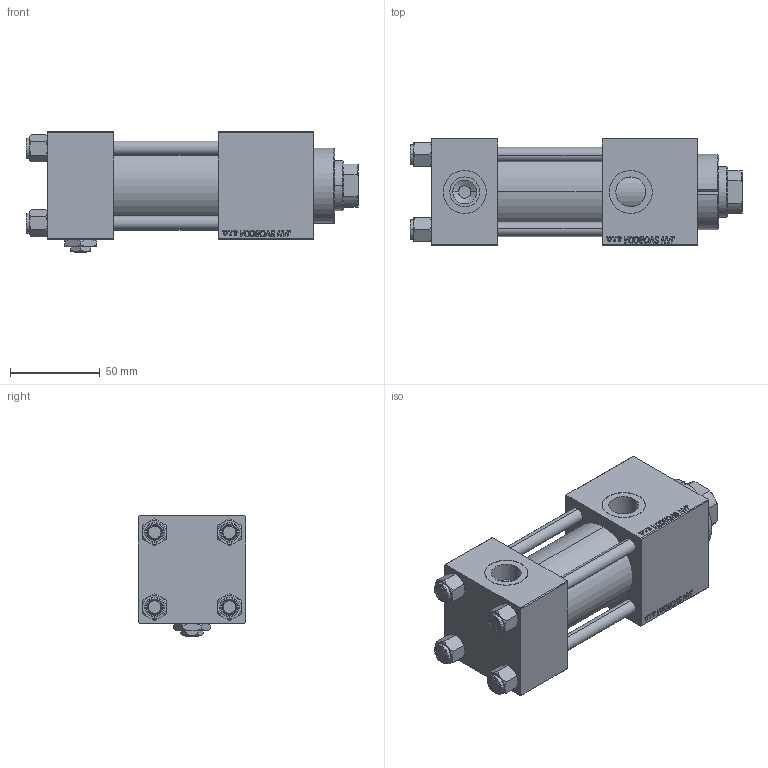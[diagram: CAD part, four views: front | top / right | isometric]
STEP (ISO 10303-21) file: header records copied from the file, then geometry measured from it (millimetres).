
FILE_DESCRIPTION (( 'STEP AP203' ), '1' );
FILE_NAME ('f4a4.STEP', '2022-04-15T21:33:00', ( '' ), ( '' ), 'SwSTEP 2.0', 'SolidWorks 2019', '' );
FILE_SCHEMA (( 'CONFIG_CONTROL_DESIGN' ));
Length unit declared in the file: millimetre
Products named in the file (7): V215CR_C_TYCINKA dfadd44fcf4b8cdfbba9f05bba846e19; V215_VC_A dfadd44fcf4b8cdfbba9f05bba846e19; V215CR_C_Body dfadd44fcf4b8cdfbba9f05bba846e19; f4a4; V215CR_VCP_C dfadd44fcf4b8cdfbba9f05bba846e19; NUT_M5_C dfadd44fcf4b8cdfbba9f05bba846e19; Zatka_pro_OIL_PORT dfadd44fcf4b8cdfbba9f05bba846e19
Assembly tree (12 placements, depth 2):
  f4a4
    V215CR_C_Body dfadd44fcf4b8cdfbba9f05bba846e19
    V215CR_VCP_C dfadd44fcf4b8cdfbba9f05bba846e19
    NUT_M5_C dfadd44fcf4b8cdfbba9f05bba846e19  x4
    V215CR_C_TYCINKA dfadd44fcf4b8cdfbba9f05bba846e19  x4
    V215_VC_A dfadd44fcf4b8cdfbba9f05bba846e19
    Zatka_pro_OIL_PORT dfadd44fcf4b8cdfbba9f05bba846e19
Bounding box: 185 x 60 x 67 mm (x, y, z)
Volume: 422705.6 mm3; surface area: 113208.6 mm2
Topology: 12 solids, 12 shells, 1208 faces, 3018 edges, 1953 vertices
Faces by surface type: plane 552, bspline 392, cone 158, cylinder 98, torus 8
Entity records: 52201 total; most frequent: CARTESIAN_POINT 27669, ORIENTED_EDGE 5528, DIRECTION 3562, EDGE_CURVE 2764, VERTEX_POINT 1809, VECTOR 1638, LINE 1638, EDGE_LOOP 1221
